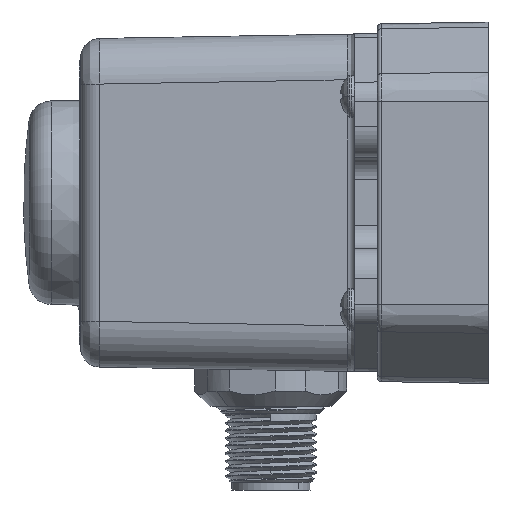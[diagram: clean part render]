
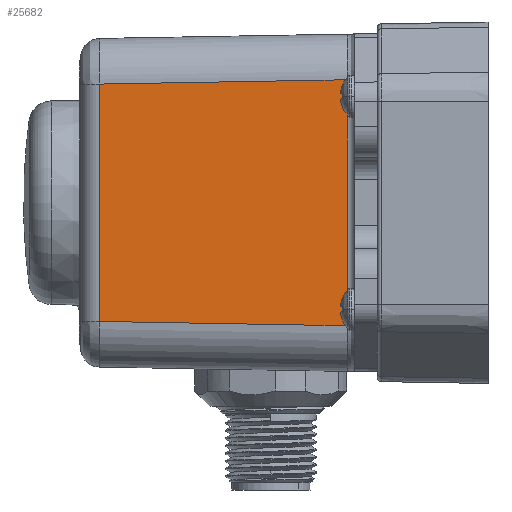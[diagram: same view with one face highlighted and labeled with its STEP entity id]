
A CAD part, left-side view. The second image highlights one B-rep face of the part: STEP entity #25682.
In plain terms, the highlighted planar face has unit normal (-1, 0.019, 0).
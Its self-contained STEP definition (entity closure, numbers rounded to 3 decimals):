
#1416=CARTESIAN_POINT('',(-57.907,18.581,
-16.164));
#1968=DIRECTION('',(0.,0.,-1.));
#1969=VECTOR('',#1968,32.328);
#1970=CARTESIAN_POINT('',(-57.907,18.581,16.164));
#1971=LINE('',#1970,#1969);
#1972=DIRECTION('',(0.019,1.,0.017));
#1973=VECTOR('',#1972,32.576);
#1974=CARTESIAN_POINT('',(-57.907,18.581,
-16.164));
#1975=LINE('',#1974,#1973);
#1976=DIRECTION('',(0.,0.,-1.));
#1977=VECTOR('',#1976,31.191);
#1978=CARTESIAN_POINT('',(-57.296,51.147,15.596));
#1979=LINE('',#1978,#1977);
#1980=DIRECTION('',(-0.019,-1.,0.017));
#1981=VECTOR('',#1980,32.576);
#1982=CARTESIAN_POINT('',(-57.296,51.147,15.596));
#1983=LINE('',#1982,#1981);
#21784=CARTESIAN_POINT('',(-57.296,51.147,
15.596));
#21785=CARTESIAN_POINT('',(-57.296,51.147,
-15.596));
#21786=VERTEX_POINT('',#21784);
#21787=VERTEX_POINT('',#21785);
#21883=VERTEX_POINT('',#1416);
#21885=CARTESIAN_POINT('',(-57.907,18.581,
16.164));
#21886=VERTEX_POINT('',#21885);
#25670=CARTESIAN_POINT('',(-57.25,53.6,-22.25));
#25671=DIRECTION('',(-1.,0.019,0.));
#25672=DIRECTION('',(-0.019,-1.,0.));
#25673=AXIS2_PLACEMENT_3D('',#25670,#25671,#25672);
#25674=PLANE('',#25673);
#25675=ORIENTED_EDGE('',*,*,#25654,.T.);
#25676=ORIENTED_EDGE('',*,*,#24750,.T.);
#25678=ORIENTED_EDGE('',*,*,#25677,.F.);
#25679=ORIENTED_EDGE('',*,*,#25121,.T.);
#25680=EDGE_LOOP('',(#25675,#25676,#25678,#25679));
#25681=FACE_OUTER_BOUND('',#25680,.F.);
#24750=EDGE_CURVE('',#21883,#21787,#1975,.T.);
#25121=EDGE_CURVE('',#21786,#21886,#1983,.T.);
#25654=EDGE_CURVE('',#21886,#21883,#1971,.T.);
#25677=EDGE_CURVE('',#21786,#21787,#1979,.T.);
#25682=ADVANCED_FACE('',(#25681),#25674,.T.);
